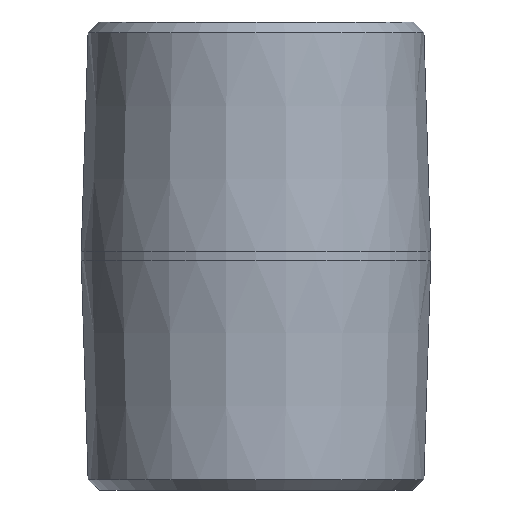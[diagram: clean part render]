
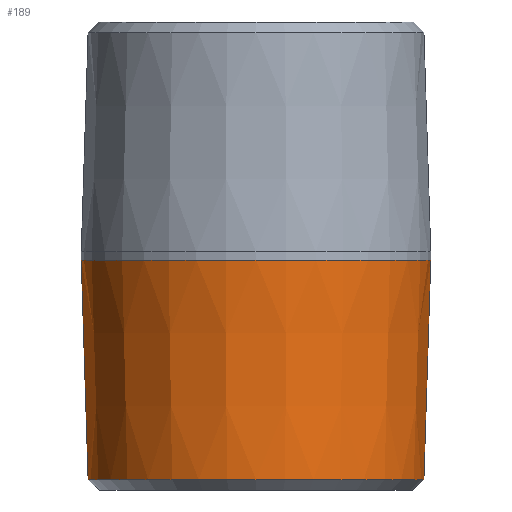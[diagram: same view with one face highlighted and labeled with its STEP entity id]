
A CAD part, front view. The second image highlights one B-rep face of the part: STEP entity #189.
In plain terms, the highlighted conical face has half-angle 1.78 degrees and reference radius 10.668 mm.
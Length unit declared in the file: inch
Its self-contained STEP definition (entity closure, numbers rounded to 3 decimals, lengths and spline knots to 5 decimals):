
#28 = EDGE_CURVE ( 'NONE', #244, #496, #355, .T. ) ;
#48 = EDGE_CURVE ( 'NONE', #464, #404, #384, .T. ) ;
#71 = EDGE_CURVE ( 'NONE', #464, #496, #391, .T. ) ;
#95 = CONICAL_SURFACE ( 'NONE', #393, 0.42, 0.031 ) ;
#97 = CARTESIAN_POINT ( 'NONE',  ( -0.42, 0., 0.5525 ) ) ;
#111 = CARTESIAN_POINT ( 'NONE',  ( 0.42, 0., 0.5525 ) ) ;
#127 = LINE ( 'NONE', #477, #287 ) ;
#129 = CARTESIAN_POINT ( 'NONE',  ( 0.40361, 0., 0.02499 ) ) ;
#142 = EDGE_CURVE ( 'NONE', #404, #244, #127, .T. ) ;
#150 = ORIENTED_EDGE ( 'NONE', *, *, #28, .T. ) ;
#160 = DIRECTION ( 'NONE',  ( 0., 0., -1. ) ) ;
#163 = DIRECTION ( 'NONE',  ( -0.031, 0., 1. ) ) ;
#187 = VECTOR ( 'NONE', #163, 39.37008 ) ;
#189 = ADVANCED_FACE ( 'NONE', ( #327 ), #95, .T. ) ;
#201 = ORIENTED_EDGE ( 'NONE', *, *, #48, .T. ) ;
#226 = ORIENTED_EDGE ( 'NONE', *, *, #142, .T. ) ;
#240 = AXIS2_PLACEMENT_3D ( 'NONE', #382, #160, #437 ) ;
#244 = VERTEX_POINT ( 'NONE', #111 ) ;
#246 = CARTESIAN_POINT ( 'NONE',  ( 0., 0., 0.5525 ) ) ;
#254 = CARTESIAN_POINT ( 'NONE',  ( -0.42, 0., 0.5525 ) ) ;
#257 = DIRECTION ( 'NONE',  ( 0., 0., 1. ) ) ;
#266 = DIRECTION ( 'NONE',  ( 0.031, 0., 1. ) ) ;
#287 = VECTOR ( 'NONE', #266, 39.37008 ) ;
#316 = ORIENTED_EDGE ( 'NONE', *, *, #71, .F. ) ;
#327 = FACE_OUTER_BOUND ( 'NONE', #539, .T. ) ;
#343 = DIRECTION ( 'NONE',  ( -1., 0., 0. ) ) ;
#355 = CIRCLE ( 'NONE', #240, 0.42 ) ;
#382 = CARTESIAN_POINT ( 'NONE',  ( 0., 0., 0.5525 ) ) ;
#384 = CIRCLE ( 'NONE', #440, 0.40361 ) ;
#391 = LINE ( 'NONE', #254, #187 ) ;
#393 = AXIS2_PLACEMENT_3D ( 'NONE', #246, #510, #504 ) ;
#403 = CARTESIAN_POINT ( 'NONE',  ( -0.40361, 0., 0.02499 ) ) ;
#404 = VERTEX_POINT ( 'NONE', #129 ) ;
#437 = DIRECTION ( 'NONE',  ( -1., 0., 0. ) ) ;
#440 = AXIS2_PLACEMENT_3D ( 'NONE', #469, #257, #343 ) ;
#464 = VERTEX_POINT ( 'NONE', #403 ) ;
#469 = CARTESIAN_POINT ( 'NONE',  ( 0., 0., 0.02499 ) ) ;
#477 = CARTESIAN_POINT ( 'NONE',  ( 0.42, 0., 0.5525 ) ) ;
#496 = VERTEX_POINT ( 'NONE', #97 ) ;
#504 = DIRECTION ( 'NONE',  ( 1., 0., 0. ) ) ;
#510 = DIRECTION ( 'NONE',  ( 0., 0., 1. ) ) ;
#539 = EDGE_LOOP ( 'NONE', ( #316, #201, #226, #150 ) ) ;
